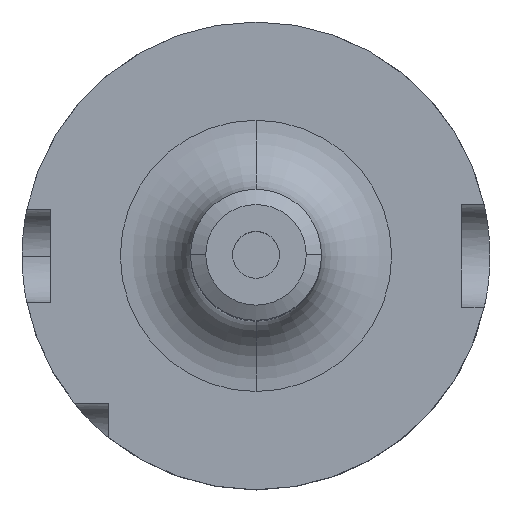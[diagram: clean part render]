
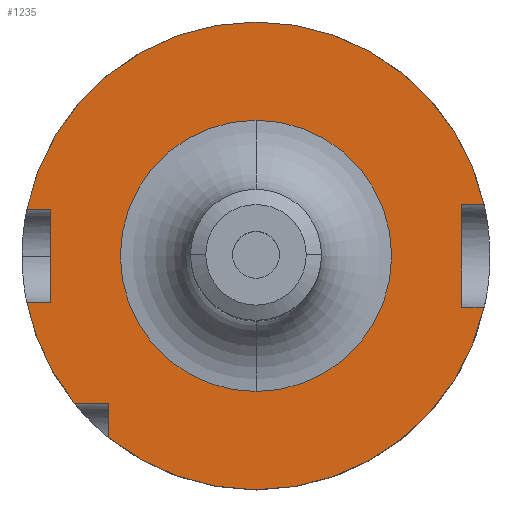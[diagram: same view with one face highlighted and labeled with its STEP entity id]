
A CAD part, top view. The second image highlights one B-rep face of the part: STEP entity #1235.
In plain terms, the highlighted planar face has unit normal (0, 0, 1).
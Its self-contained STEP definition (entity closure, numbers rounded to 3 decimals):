
#37 = CARTESIAN_POINT ( 'NONE',  ( 0., 50., 29. ) ) ;
#92 = EDGE_CURVE ( 'NONE', #1083, #2730, #1927, .T. ) ;
#98 = VECTOR ( 'NONE', #1909, 1000. ) ;
#172 = ORIENTED_EDGE ( 'NONE', *, *, #2044, .F. ) ;
#197 = EDGE_CURVE ( 'NONE', #1839, #998, #2466, .T. ) ;
#244 = DIRECTION ( 'NONE',  ( -1., 0., 0. ) ) ;
#254 = EDGE_CURVE ( 'NONE', #1784, #969, #2173, .T. ) ;
#268 = FACE_BOUND ( 'NONE', #1597, .T. ) ;
#307 = CARTESIAN_POINT ( 'NONE',  ( 0., 0., 29. ) ) ;
#339 = DIRECTION ( 'NONE',  ( 1., 0., 0. ) ) ;
#370 = LINE ( 'NONE', #2296, #942 ) ;
#381 = DIRECTION ( 'NONE',  ( 0., 0., -1. ) ) ;
#399 = DIRECTION ( 'NONE',  ( 1., 0., 0. ) ) ;
#432 = VERTEX_POINT ( 'NONE', #2413 ) ;
#436 = EDGE_CURVE ( 'NONE', #2590, #2320, #620, .T. ) ;
#446 = DIRECTION ( 'NONE',  ( 0., -1., 0. ) ) ;
#456 = LINE ( 'NONE', #474, #687 ) ;
#474 = CARTESIAN_POINT ( 'NONE',  ( 0., 10., 29. ) ) ;
#502 = DIRECTION ( 'NONE',  ( 0., 1., 0. ) ) ;
#569 = ORIENTED_EDGE ( 'NONE', *, *, #92, .T. ) ;
#586 = DIRECTION ( 'NONE',  ( -1., 0., 0. ) ) ;
#592 = CARTESIAN_POINT ( 'NONE',  ( 0., -10., 29. ) ) ;
#620 = LINE ( 'NONE', #1019, #3052 ) ;
#636 = EDGE_CURVE ( 'NONE', #998, #1673, #734, .T. ) ;
#649 = CARTESIAN_POINT ( 'NONE',  ( 0., 6., 29. ) ) ;
#687 = VECTOR ( 'NONE', #244, 1000. ) ;
#693 = CARTESIAN_POINT ( 'NONE',  ( 0., 0., 29. ) ) ;
#734 = LINE ( 'NONE', #2039, #98 ) ;
#761 = CARTESIAN_POINT ( 'NONE',  ( 0., 0., 29. ) ) ;
#774 = CARTESIAN_POINT ( 'NONE',  ( -31.5, -38.83, 29. ) ) ;
#826 = CARTESIAN_POINT ( 'NONE',  ( 48.775, 11., 29. ) ) ;
#833 = CARTESIAN_POINT ( 'NONE',  ( 48.775, -11., 29. ) ) ;
#875 = AXIS2_PLACEMENT_3D ( 'NONE', #2609, #1208, #2844 ) ;
#899 = DIRECTION ( 'NONE',  ( 0., -1., 0. ) ) ;
#917 = AXIS2_PLACEMENT_3D ( 'NONE', #761, #2405, #502 ) ;
#942 = VECTOR ( 'NONE', #1837, 1000. ) ;
#969 = VERTEX_POINT ( 'NONE', #37 ) ;
#988 = ORIENTED_EDGE ( 'NONE', *, *, #1465, .F. ) ;
#998 = VERTEX_POINT ( 'NONE', #774 ) ;
#1019 = CARTESIAN_POINT ( 'NONE',  ( -44., -10., 29. ) ) ;
#1056 = CARTESIAN_POINT ( 'NONE',  ( 0., -29., 29. ) ) ;
#1064 = CARTESIAN_POINT ( 'NONE',  ( 44., -11., 29. ) ) ;
#1083 = VERTEX_POINT ( 'NONE', #1515 ) ;
#1090 = VECTOR ( 'NONE', #399, 1000. ) ;
#1128 = CIRCLE ( 'NONE', #2633, 50. ) ;
#1136 = CARTESIAN_POINT ( 'NONE',  ( 0., -11., 29. ) ) ;
#1208 = DIRECTION ( 'NONE',  ( 0., 0., -1. ) ) ;
#1234 = ORIENTED_EDGE ( 'NONE', *, *, #636, .F. ) ;
#1235 = ADVANCED_FACE ( 'NONE', ( #268, #1546 ), #1841, .T. ) ;
#1237 = VECTOR ( 'NONE', #339, 1000. ) ;
#1272 = DIRECTION ( 'NONE',  ( 0., 0., -1. ) ) ;
#1274 = DIRECTION ( 'NONE',  ( 0., 1., 0. ) ) ;
#1288 = AXIS2_PLACEMENT_3D ( 'NONE', #2669, #1272, #2902 ) ;
#1313 = CARTESIAN_POINT ( 'NONE',  ( 44., 11., 29. ) ) ;
#1349 = ORIENTED_EDGE ( 'NONE', *, *, #2158, .F. ) ;
#1357 = CARTESIAN_POINT ( 'NONE',  ( 0., 11., 29. ) ) ;
#1439 = EDGE_CURVE ( 'NONE', #1983, #432, #1724, .T. ) ;
#1463 = CARTESIAN_POINT ( 'NONE',  ( -44., 10., 29. ) ) ;
#1465 = EDGE_CURVE ( 'NONE', #2590, #1784, #456, .T. ) ;
#1515 = CARTESIAN_POINT ( 'NONE',  ( 0., 29., 29. ) ) ;
#1532 = VECTOR ( 'NONE', #2074, 1000. ) ;
#1546 = FACE_OUTER_BOUND ( 'NONE', #2081, .T. ) ;
#1592 = ORIENTED_EDGE ( 'NONE', *, *, #2318, .F. ) ;
#1595 = ORIENTED_EDGE ( 'NONE', *, *, #254, .F. ) ;
#1597 = EDGE_LOOP ( 'NONE', ( #2008, #569 ) ) ;
#1673 = VERTEX_POINT ( 'NONE', #1960 ) ;
#1689 = EDGE_CURVE ( 'NONE', #2730, #1083, #2933, .T. ) ;
#1722 = DIRECTION ( 'NONE',  ( 0., -1., 0. ) ) ;
#1724 = CIRCLE ( 'NONE', #875, 50. ) ;
#1738 = DIRECTION ( 'NONE',  ( 0., 0., -1. ) ) ;
#1784 = VERTEX_POINT ( 'NONE', #2003 ) ;
#1815 = CARTESIAN_POINT ( 'NONE',  ( 0., 0., 29. ) ) ;
#1837 = DIRECTION ( 'NONE',  ( 0., -1., 0. ) ) ;
#1839 = VERTEX_POINT ( 'NONE', #833 ) ;
#1841 = PLANE ( 'NONE',  #2048 ) ;
#1850 = VERTEX_POINT ( 'NONE', #1313 ) ;
#1867 = LINE ( 'NONE', #592, #1237 ) ;
#1909 = DIRECTION ( 'NONE',  ( 0., 1., 0. ) ) ;
#1927 = CIRCLE ( 'NONE', #2088, 29. ) ;
#1960 = CARTESIAN_POINT ( 'NONE',  ( -31.5, -31.5, 29. ) ) ;
#1983 = VERTEX_POINT ( 'NONE', #2228 ) ;
#2003 = CARTESIAN_POINT ( 'NONE',  ( -48.99, 10., 29. ) ) ;
#2008 = ORIENTED_EDGE ( 'NONE', *, *, #1689, .T. ) ;
#2015 = CARTESIAN_POINT ( 'NONE',  ( -44., -10., 29. ) ) ;
#2039 = CARTESIAN_POINT ( 'NONE',  ( -31.5, 6., 29. ) ) ;
#2044 = EDGE_CURVE ( 'NONE', #432, #2320, #1867, .T. ) ;
#2048 = AXIS2_PLACEMENT_3D ( 'NONE', #649, #2301, #899 ) ;
#2056 = LINE ( 'NONE', #2472, #2523 ) ;
#2057 = DIRECTION ( 'NONE',  ( 0., 1., 0. ) ) ;
#2074 = DIRECTION ( 'NONE',  ( -1., 0., 0. ) ) ;
#2081 = EDGE_LOOP ( 'NONE', ( #1592, #1234, #2462, #2138, #1349, #2581, #2289, #1595, #988, #3054, #172, #2551 ) ) ;
#2088 = AXIS2_PLACEMENT_3D ( 'NONE', #693, #2118, #446 ) ;
#2118 = DIRECTION ( 'NONE',  ( 0., 0., -1. ) ) ;
#2138 = ORIENTED_EDGE ( 'NONE', *, *, #2999, .T. ) ;
#2147 = EDGE_CURVE ( 'NONE', #1850, #2755, #2338, .T. ) ;
#2149 = LINE ( 'NONE', #1136, #1532 ) ;
#2158 = EDGE_CURVE ( 'NONE', #1850, #2763, #370, .T. ) ;
#2173 = CIRCLE ( 'NONE', #917, 50. ) ;
#2228 = CARTESIAN_POINT ( 'NONE',  ( -38.83, -31.5, 29. ) ) ;
#2289 = ORIENTED_EDGE ( 'NONE', *, *, #2888, .F. ) ;
#2296 = CARTESIAN_POINT ( 'NONE',  ( 44., -11., 29. ) ) ;
#2301 = DIRECTION ( 'NONE',  ( 0., 0., 1. ) ) ;
#2318 = EDGE_CURVE ( 'NONE', #1673, #1983, #2056, .T. ) ;
#2320 = VERTEX_POINT ( 'NONE', #2015 ) ;
#2338 = LINE ( 'NONE', #1357, #1090 ) ;
#2405 = DIRECTION ( 'NONE',  ( 0., 0., -1. ) ) ;
#2413 = CARTESIAN_POINT ( 'NONE',  ( -48.99, -10., 29. ) ) ;
#2462 = ORIENTED_EDGE ( 'NONE', *, *, #197, .F. ) ;
#2466 = CIRCLE ( 'NONE', #2702, 50. ) ;
#2472 = CARTESIAN_POINT ( 'NONE',  ( 0., -31.5, 29. ) ) ;
#2523 = VECTOR ( 'NONE', #586, 1000. ) ;
#2551 = ORIENTED_EDGE ( 'NONE', *, *, #1439, .F. ) ;
#2581 = ORIENTED_EDGE ( 'NONE', *, *, #2147, .T. ) ;
#2590 = VERTEX_POINT ( 'NONE', #1463 ) ;
#2609 = CARTESIAN_POINT ( 'NONE',  ( 0., 0., 29. ) ) ;
#2633 = AXIS2_PLACEMENT_3D ( 'NONE', #1815, #381, #2057 ) ;
#2669 = CARTESIAN_POINT ( 'NONE',  ( 0., 0., 29. ) ) ;
#2702 = AXIS2_PLACEMENT_3D ( 'NONE', #307, #1738, #1274 ) ;
#2730 = VERTEX_POINT ( 'NONE', #1056 ) ;
#2755 = VERTEX_POINT ( 'NONE', #826 ) ;
#2763 = VERTEX_POINT ( 'NONE', #1064 ) ;
#2844 = DIRECTION ( 'NONE',  ( 0., 1., 0. ) ) ;
#2888 = EDGE_CURVE ( 'NONE', #969, #2755, #1128, .T. ) ;
#2902 = DIRECTION ( 'NONE',  ( 0., -1., 0. ) ) ;
#2933 = CIRCLE ( 'NONE', #1288, 29. ) ;
#2999 = EDGE_CURVE ( 'NONE', #1839, #2763, #2149, .T. ) ;
#3052 = VECTOR ( 'NONE', #1722, 1000. ) ;
#3054 = ORIENTED_EDGE ( 'NONE', *, *, #436, .T. ) ;
